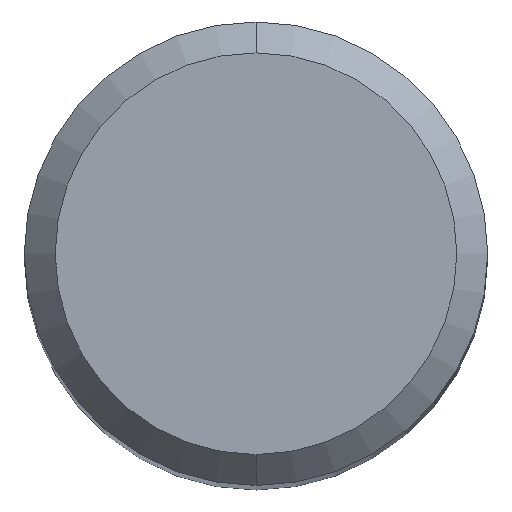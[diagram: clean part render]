
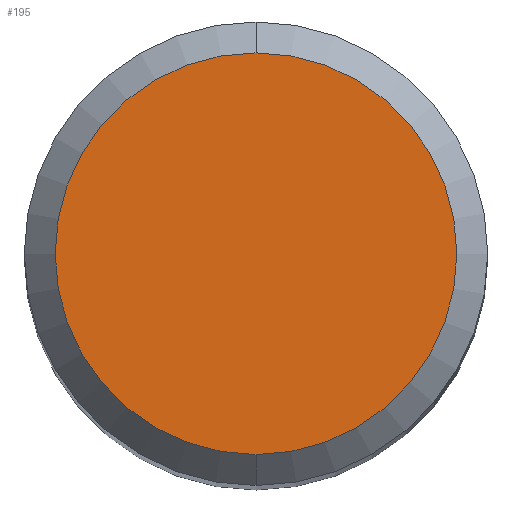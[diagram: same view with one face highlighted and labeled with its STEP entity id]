
A CAD part, top view. The second image highlights one B-rep face of the part: STEP entity #195.
In plain terms, the highlighted planar face has unit normal (0, 0, 1).
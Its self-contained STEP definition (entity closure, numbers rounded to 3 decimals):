
#117=EDGE_CURVE('',#191,#153,#271,.T.);
#137=EDGE_CURVE('',#153,#191,#294,.T.);
#153=VERTEX_POINT('',#311);
#191=VERTEX_POINT('',#352);
#195=ADVANCED_FACE('',(#356),#357,.T.);
#271=CIRCLE('',#441,2.6);
#294=CIRCLE('',#468,2.6);
#311=CARTESIAN_POINT('',(0.,-2.6,0.0));
#352=CARTESIAN_POINT('',(0.0,2.6,0.0));
#356=FACE_OUTER_BOUND('',#548,.T.);
#357=PLANE('',#549);
#441=AXIS2_PLACEMENT_3D('',#628,#629,#630);
#468=AXIS2_PLACEMENT_3D('',#658,#659,#660);
#548=EDGE_LOOP('',(#726,#727));
#549=AXIS2_PLACEMENT_3D('',#728,#729,#730);
#628=CARTESIAN_POINT('',(0.0,0.0,0.0));
#629=DIRECTION('',(0.0,0.0,-1.0));
#630=DIRECTION('',(0.0,1.0,0.0));
#658=CARTESIAN_POINT('',(0.0,0.0,0.0));
#659=DIRECTION('',(0.0,0.0,-1.0));
#660=DIRECTION('',(0.0,1.0,0.0));
#726=ORIENTED_EDGE('',*,*,#117,.F.);
#727=ORIENTED_EDGE('',*,*,#137,.F.);
#728=CARTESIAN_POINT('',(0.0,1.3,0.0));
#729=DIRECTION('',(-0.0,0.0,1.0));
#730=DIRECTION('',(0.0,-1.0,0.0));
